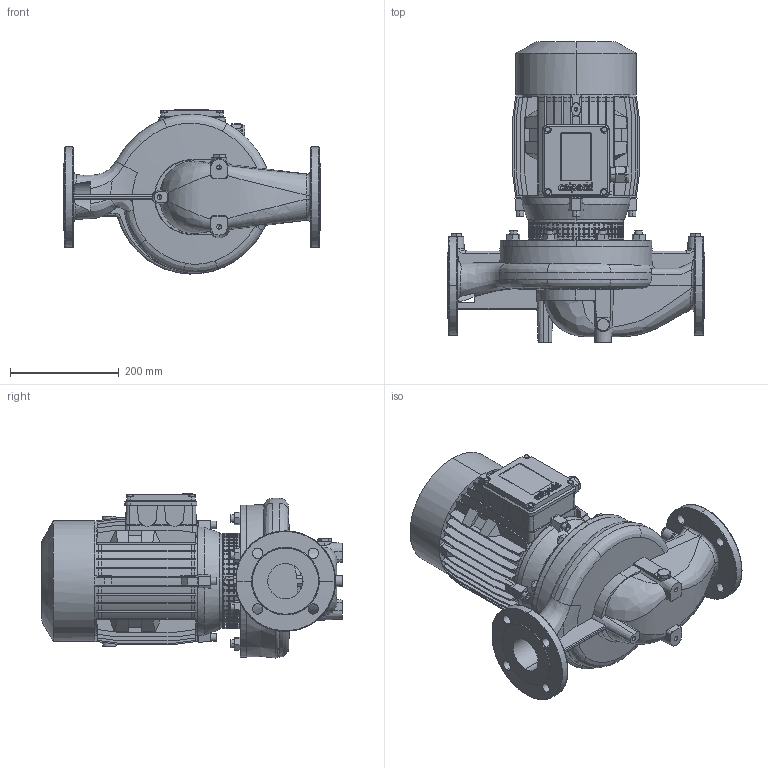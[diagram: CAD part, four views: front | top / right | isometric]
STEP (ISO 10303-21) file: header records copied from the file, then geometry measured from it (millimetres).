
FILE_DESCRIPTION (( 'STEP AP214' ), '1' );
FILE_NAME ('4.93.504.26swa01.step', '2021-05-17T14:05:26', ( '' ), ( '' ), 'SwSTEP 2.0', 'SolidWorks 2019', '' );
FILE_SCHEMA (( 'AUTOMOTIVE_DESIGN' ));
Length unit declared in the file: millimetre
Products named in the file (7): 4.93.504.26swa01; 10007670swn00_M25x1.5; 4_66_537_REV00_SEMPLIFICATO; Copia di 3.66.590^4.93.504.26swa01; 10007434swp00_112 VER; 10007671swn00_M25x1,5; 10008150swp00_3.66.527_semplificato
Assembly tree (6 placements, depth 2):
  4.93.504.26swa01
    10007434swp00_112 VER
    10008150swp00_3.66.527_semplificato
    Copia di 3.66.590^4.93.504.26swa01
    10007670swn00_M25x1.5
    10007671swn00_M25x1,5
    4_66_537_REV00_SEMPLIFICATO
Bounding box: 475 x 554.42 x 302.5 mm (x, y, z)
Volume: 13685316 mm3; surface area: 1265125.4 mm2
Topology: 5 solids, 7 shells, 2290 faces, 6406 edges, 4217 vertices
Faces by surface type: plane 1660, cylinder 252, cone 207, bspline 165, torus 6
Entity records: 178457 total; most frequent: CARTESIAN_POINT 120089, ORIENTED_EDGE 12766, DIRECTION 10750, EDGE_CURVE 6384, VERTEX_POINT 4217, LINE 3982, VECTOR 3982, AXIS2_PLACEMENT_3D 3384
